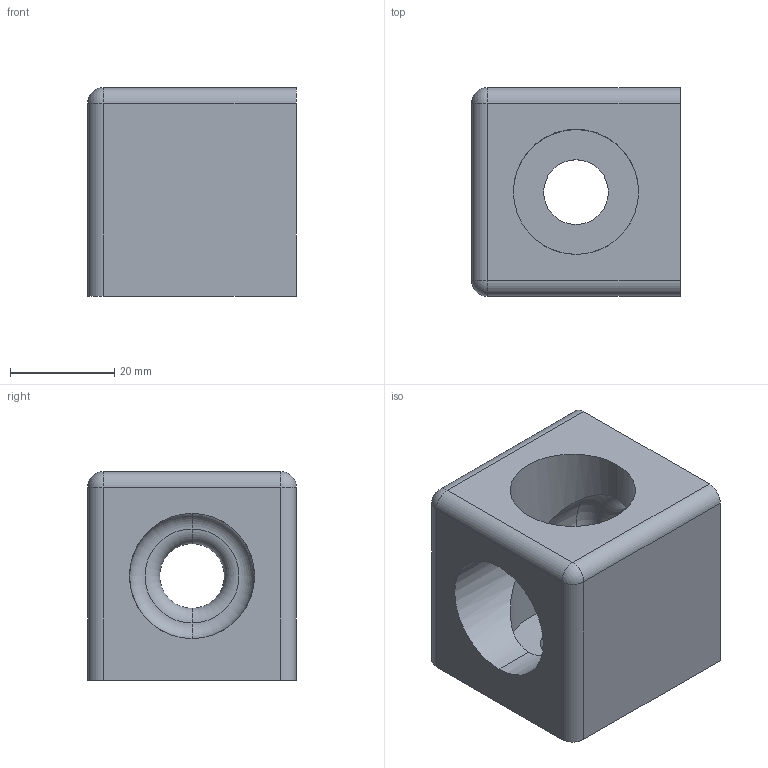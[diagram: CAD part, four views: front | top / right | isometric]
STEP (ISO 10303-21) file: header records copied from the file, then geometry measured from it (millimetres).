
FILE_DESCRIPTION(('STEP AP214'),'1');
FILE_NAME('cctmp_2BAFF501-4C28-42C9-AFD1-0990380F7DF5_2020_1_13_13_15_48_69..stp','2020-01-13T12:15:48',('Bosch Rexroth AG'),('CADClick - www.CADClick.com'),'Spatial InterOp 3D',' ','unknown authorization - (Healing Option Enabled)');
FILE_SCHEMA(('AUTOMOTIVE_DESIGN'));
Length unit declared in the file: millimetre
Products named in the file (1): 2020_01_13__13-15-48-069
Bounding box: 40 x 40 x 40 mm (x, y, z)
Volume: 39355.3 mm3; surface area: 12138.4 mm2
Topology: 1 solids, 1 shells, 30 faces, 71 edges, 40 vertices
Faces by surface type: cylinder 17, plane 7, torus 4, sphere 2
Entity records: 1125 total; most frequent: DIRECTION 171, CARTESIAN_POINT 140, ORIENTED_EDGE 138, AXIS2_PLACEMENT_3D 71, EDGE_CURVE 69, VERTEX_POINT 40, EDGE_LOOP 35, CIRCLE 32
